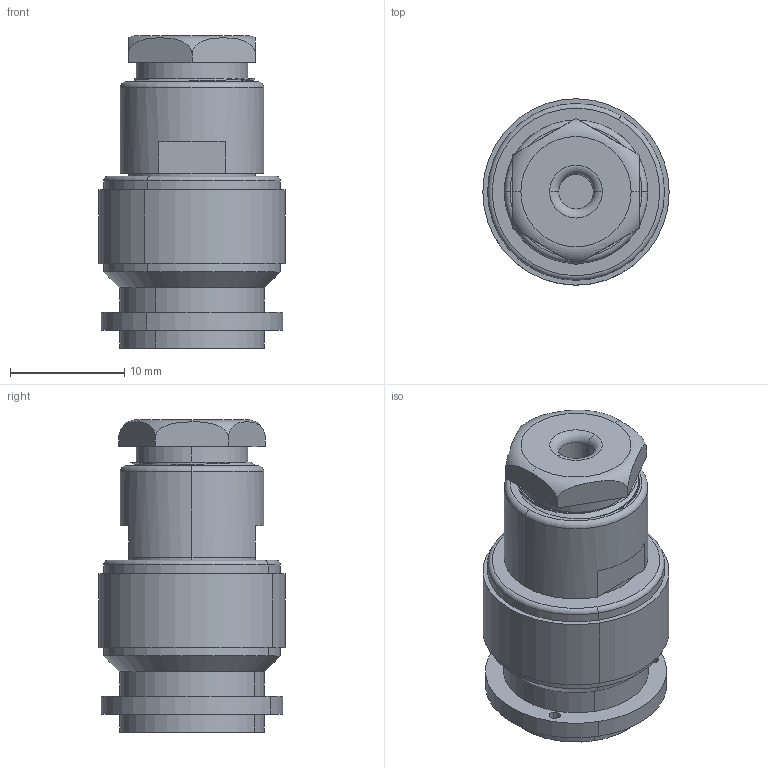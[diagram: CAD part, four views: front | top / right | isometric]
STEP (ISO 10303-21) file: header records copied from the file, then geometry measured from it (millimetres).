
FILE_DESCRIPTION (( 'STEP AP203' ), '1' );
FILE_NAME ('M39012-26-0018_3D.step', '2022-03-01T19:18:51', ( '' ), ( '' ), 'SwSTEP 2.0', 'SolidWorks 2021', '' );
FILE_SCHEMA (( 'CONFIG_CONTROL_DESIGN' ));
Length unit declared in the file: inch
Products named in the file (1): M39012-26-0018_3D
Bounding box: 16.33 x 16.33 x 27.38 mm (x, y, z)
Volume: 3454.1 mm3; surface area: 3097.6 mm2
Topology: 1 solids, 2 shells, 187 faces, 457 edges, 295 vertices
Faces by surface type: cylinder 78, plane 61, cone 19, torus 17, bspline 12
Entity records: 9525 total; most frequent: CARTESIAN_POINT 5161, ORIENTED_EDGE 914, DIRECTION 895, EDGE_CURVE 457, AXIS2_PLACEMENT_3D 367, VERTEX_POINT 295, EDGE_LOOP 214, CIRCLE 191
